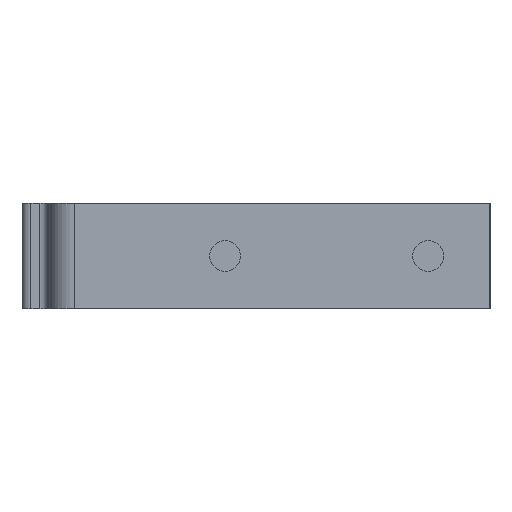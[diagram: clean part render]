
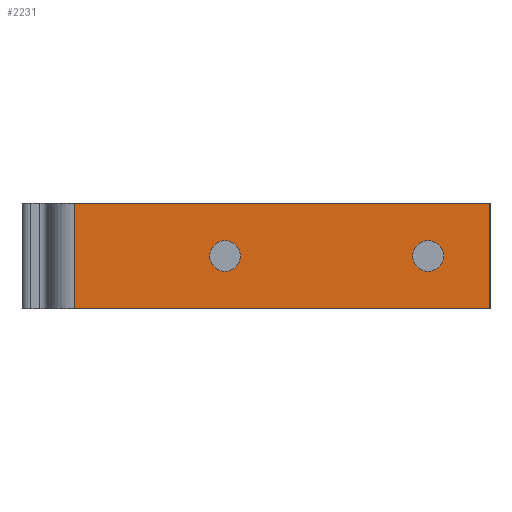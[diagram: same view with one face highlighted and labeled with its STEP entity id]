
A CAD part, left-side view. The second image highlights one B-rep face of the part: STEP entity #2231.
In plain terms, the highlighted planar face has unit normal (-1, 0, 0).
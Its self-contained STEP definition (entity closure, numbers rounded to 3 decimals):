
#59=LINE('',#3249,#321);
#91=LINE('',#3334,#353);
#147=LINE('',#3474,#409);
#148=LINE('',#3476,#410);
#321=VECTOR('',#2626,10.);
#353=VECTOR('',#2688,10.);
#409=VECTOR('',#2818,10.);
#410=VECTOR('',#2821,10.);
#584=FACE_BOUND('',#784,.T.);
#585=FACE_BOUND('',#785,.T.);
#645=FACE_OUTER_BOUND('',#783,.T.);
#783=EDGE_LOOP('',(#1753,#1754,#1755,#1756));
#784=EDGE_LOOP('',(#1757));
#785=EDGE_LOOP('',(#1758));
#877=CIRCLE('',#2345,1.75);
#878=CIRCLE('',#2348,1.75);
#953=VERTEX_POINT('',#3205);
#954=VERTEX_POINT('',#3210);
#970=VERTEX_POINT('',#3246);
#971=VERTEX_POINT('',#3248);
#1008=VERTEX_POINT('',#3331);
#1009=VERTEX_POINT('',#3333);
#1179=EDGE_CURVE('',#953,#953,#877,.T.);
#1181=EDGE_CURVE('',#954,#954,#878,.T.);
#1199=EDGE_CURVE('',#971,#970,#59,.T.);
#1242=EDGE_CURVE('',#1008,#1009,#91,.T.);
#1313=EDGE_CURVE('',#1009,#970,#147,.T.);
#1314=EDGE_CURVE('',#971,#1008,#148,.T.);
#1753=ORIENTED_EDGE('',*,*,#1313,.F.);
#1754=ORIENTED_EDGE('',*,*,#1242,.F.);
#1755=ORIENTED_EDGE('',*,*,#1314,.F.);
#1756=ORIENTED_EDGE('',*,*,#1199,.T.);
#1757=ORIENTED_EDGE('',*,*,#1179,.T.);
#1758=ORIENTED_EDGE('',*,*,#1181,.T.);
#2122=PLANE('',#2412);
#2231=ADVANCED_FACE('',(#645,#584,#585),#2122,.T.);
#2345=AXIS2_PLACEMENT_3D('',#3206,#2586,#2587);
#2348=AXIS2_PLACEMENT_3D('',#3211,#2593,#2594);
#2412=AXIS2_PLACEMENT_3D('',#3475,#2819,#2820);
#2586=DIRECTION('center_axis',(1.,0.,0.));
#2587=DIRECTION('ref_axis',(0.,-1.,0.));
#2593=DIRECTION('center_axis',(1.,0.,0.));
#2594=DIRECTION('ref_axis',(0.,-1.,0.));
#2626=DIRECTION('',(0.,1.,0.));
#2688=DIRECTION('',(0.,1.,0.));
#2818=DIRECTION('',(0.,0.,1.));
#2819=DIRECTION('center_axis',(-1.,0.,0.));
#2820=DIRECTION('ref_axis',(0.,0.,1.));
#2821=DIRECTION('',(0.,0.,-1.));
#3205=CARTESIAN_POINT('',(0.,31.75,6.));
#3206=CARTESIAN_POINT('Origin',(0.,30.,6.));
#3210=CARTESIAN_POINT('',(0.,8.75,6.));
#3211=CARTESIAN_POINT('Origin',(0.,7.,6.));
#3246=CARTESIAN_POINT('',(0.,47.,12.));
#3248=CARTESIAN_POINT('',(0.,0.,12.));
#3249=CARTESIAN_POINT('',(0.,0.,12.));
#3331=CARTESIAN_POINT('',(0.,0.,0.));
#3333=CARTESIAN_POINT('',(0.,47.,0.));
#3334=CARTESIAN_POINT('',(0.,0.,0.));
#3474=CARTESIAN_POINT('',(0.,47.,3.));
#3475=CARTESIAN_POINT('Origin',(0.,0.,0.));
#3476=CARTESIAN_POINT('',(0.,0.,12.));
